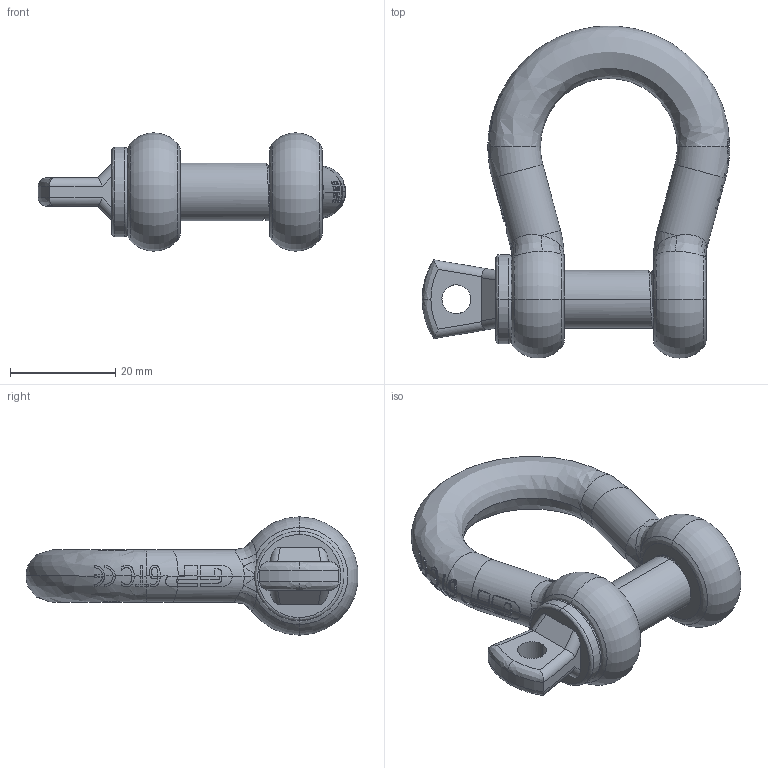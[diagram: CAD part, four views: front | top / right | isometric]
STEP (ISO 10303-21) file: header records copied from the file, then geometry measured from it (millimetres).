
FILE_DESCRIPTION (( 'STEP AP203' ), '1' );
FILE_NAME ('GPGHBB10.step', '2009-08-07T09:48:18', ( '.' ), ( '.' ), 'SwSTEP 2.0', 'SolidWorks 2009', '' );
FILE_SCHEMA (( 'CONFIG_CONTROL_DESIGN' ));
Length unit declared in the file: millimetre
Products named in the file (3): GPGHBB10; 1_1; 1_2
Assembly tree (2 placements, depth 2):
  GPGHBB10
    1_1
    1_2
Bounding box: 58.5 x 63.14 x 22.5 mm (x, y, z)
Volume: 17461.5 mm3; surface area: 8363.5 mm2
Topology: 2 solids, 2 shells, 316 faces, 903 edges, 577 vertices
Faces by surface type: bspline 128, plane 98, cylinder 78, torus 8, cone 4
Entity records: 20187 total; most frequent: CARTESIAN_POINT 13047, ORIENTED_EDGE 1774, DIRECTION 968, EDGE_CURVE 887, VERTEX_POINT 577, B_SPLINE_CURVE_WITH_KNOTS 379, AXIS2_PLACEMENT_3D 353, EDGE_LOOP 324
